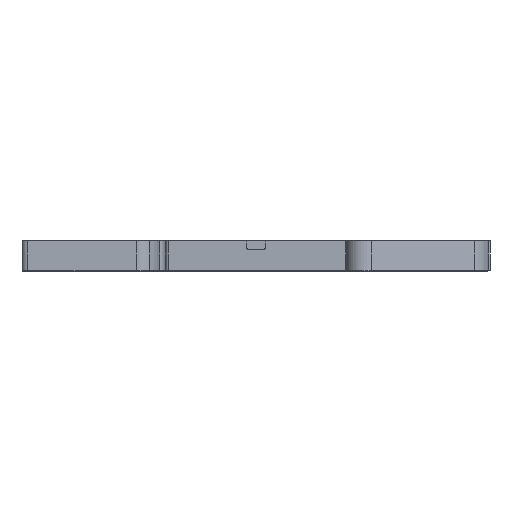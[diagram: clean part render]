
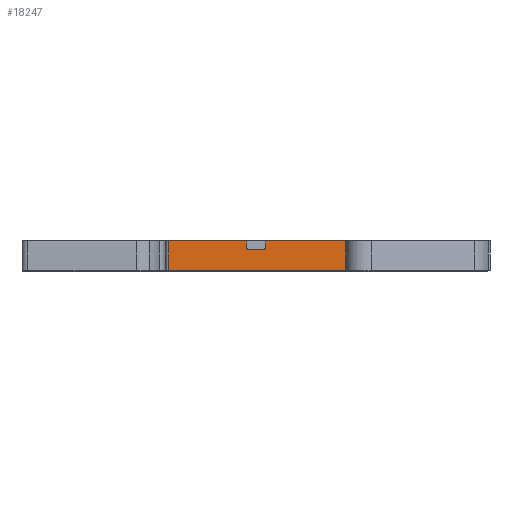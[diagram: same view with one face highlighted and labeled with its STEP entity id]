
A CAD part, front view. The second image highlights one B-rep face of the part: STEP entity #18247.
In plain terms, the highlighted planar face has unit normal (0, -1, 0).
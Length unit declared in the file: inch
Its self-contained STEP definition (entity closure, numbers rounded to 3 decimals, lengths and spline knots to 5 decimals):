
#85 = ORIENTED_EDGE ( 'NONE', *, *, #11762, .F. ) ;
#488 = CARTESIAN_POINT ( 'NONE',  ( -0.06977, 0., 0.16339 ) ) ;
#1156 = CARTESIAN_POINT ( 'NONE',  ( -0.05009, 0., 0.1437 ) ) ;
#1266 = CARTESIAN_POINT ( 'NONE',  ( 0.05621, 0., 0.20276 ) ) ;
#1533 = LINE ( 'NONE', #25002, #8397 ) ;
#2167 = CARTESIAN_POINT ( 'NONE',  ( -0.58243, 0., 0.00591 ) ) ;
#3065 = AXIS2_PLACEMENT_3D ( 'NONE', #7459, #3994, #3717 ) ;
#3143 = EDGE_CURVE ( 'NONE', #19340, #5734, #11461, .T. ) ;
#3473 = ORIENTED_EDGE ( 'NONE', *, *, #16911, .F. ) ;
#3717 = DIRECTION ( 'NONE',  ( -1., 0., 0. ) ) ;
#3994 = DIRECTION ( 'NONE',  ( 0., 1., 0. ) ) ;
#4074 = EDGE_CURVE ( 'NONE', #22391, #9494, #25152, .T. ) ;
#4176 = CARTESIAN_POINT ( 'NONE',  ( -0.06977, 0., 0.20276 ) ) ;
#4812 = VECTOR ( 'NONE', #13003, 39.37008 ) ;
#5147 = VERTEX_POINT ( 'NONE', #16233 ) ;
#5471 = LINE ( 'NONE', #17655, #23870 ) ;
#5497 = VERTEX_POINT ( 'NONE', #20521 ) ;
#5693 = EDGE_CURVE ( 'NONE', #5147, #20751, #8987, .T. ) ;
#5734 = VERTEX_POINT ( 'NONE', #16139 ) ;
#6058 = VECTOR ( 'NONE', #23313, 39.37008 ) ;
#6157 = CARTESIAN_POINT ( 'NONE',  ( -0.05009, 0., 0.1437 ) ) ;
#6438 = DIRECTION ( 'NONE',  ( 1., 0., 0. ) ) ;
#6731 = CARTESIAN_POINT ( 'NONE',  ( 0.03653, 0., 0.1437 ) ) ;
#6841 = EDGE_CURVE ( 'NONE', #20751, #5497, #11136, .T. ) ;
#6948 = ORIENTED_EDGE ( 'NONE', *, *, #4074, .F. ) ;
#7069 = EDGE_CURVE ( 'NONE', #18023, #22391, #8927, .T. ) ;
#7164 = CARTESIAN_POINT ( 'NONE',  ( 0.60441, 0., 0.20276 ) ) ;
#7458 = DIRECTION ( 'NONE',  ( 0., 0., -1. ) ) ;
#7459 = CARTESIAN_POINT ( 'NONE',  ( -0.60441, 0., 0.20276 ) ) ;
#7938 = VERTEX_POINT ( 'NONE', #13563 ) ;
#8243 = ORIENTED_EDGE ( 'NONE', *, *, #6841, .F. ) ;
#8252 = ORIENTED_EDGE ( 'NONE', *, *, #3143, .F. ) ;
#8397 = VECTOR ( 'NONE', #7458, 39.37008 ) ;
#8554 = CARTESIAN_POINT ( 'NONE',  ( 0.04806, 0., 0.1437 ) ) ;
#8798 = CARTESIAN_POINT ( 'NONE',  ( 0.05621, 0., 0.16339 ) ) ;
#8927 = LINE ( 'NONE', #24662, #4812 ) ;
#8987 =( BOUNDED_CURVE ( )  B_SPLINE_CURVE ( 3, ( #488, #15900, #21543, #6157 ),
 .UNSPECIFIED., .F., .T. ) 
 B_SPLINE_CURVE_WITH_KNOTS ( ( 4, 4 ),
 ( 0., 1.5708 ),
 .UNSPECIFIED. ) 
 CURVE ( )  GEOMETRIC_REPRESENTATION_ITEM ( )  RATIONAL_B_SPLINE_CURVE ( ( 1., 0.805, 0.805, 1. ) ) 
 REPRESENTATION_ITEM ( '' )  );
#9482 = CARTESIAN_POINT ( 'NONE',  ( -0.60441, 0., 0.1437 ) ) ;
#9494 = VERTEX_POINT ( 'NONE', #14098 ) ;
#10290 = LINE ( 'NONE', #16172, #19120 ) ;
#10371 =( BOUNDED_CURVE ( )  B_SPLINE_CURVE ( 3, ( #6731, #8554, #18494, #8798 ),
 .UNSPECIFIED., .F., .T. ) 
 B_SPLINE_CURVE_WITH_KNOTS ( ( 4, 4 ),
 ( 1.5708, 3.14159 ),
 .UNSPECIFIED. ) 
 CURVE ( )  GEOMETRIC_REPRESENTATION_ITEM ( )  RATIONAL_B_SPLINE_CURVE ( ( 1., 0.805, 0.805, 1. ) ) 
 REPRESENTATION_ITEM ( '' )  );
#11136 = LINE ( 'NONE', #9482, #6058 ) ;
#11258 = EDGE_LOOP ( 'NONE', ( #8252, #85, #6948, #13788, #15825, #23601, #8243, #21968, #18347, #3473 ) ) ;
#11461 = LINE ( 'NONE', #22856, #17365 ) ;
#11762 = EDGE_CURVE ( 'NONE', #9494, #19340, #12585, .T. ) ;
#12585 = LINE ( 'NONE', #24748, #18142 ) ;
#13003 = DIRECTION ( 'NONE',  ( 1., 0., 0. ) ) ;
#13563 = CARTESIAN_POINT ( 'NONE',  ( 0.05621, 0., 0.16339 ) ) ;
#13729 = PLANE ( 'NONE',  #3065 ) ;
#13788 = ORIENTED_EDGE ( 'NONE', *, *, #7069, .F. ) ;
#14098 = CARTESIAN_POINT ( 'NONE',  ( 0.60441, 0., 0.00591 ) ) ;
#14503 = DIRECTION ( 'NONE',  ( -1., 0., 0. ) ) ;
#15214 = DIRECTION ( 'NONE',  ( 0., 0., 1. ) ) ;
#15529 = CARTESIAN_POINT ( 'NONE',  ( 0.60441, 0., 0.20276 ) ) ;
#15636 = FACE_OUTER_BOUND ( 'NONE', #11258, .T. ) ;
#15825 = ORIENTED_EDGE ( 'NONE', *, *, #22581, .F. ) ;
#15900 = CARTESIAN_POINT ( 'NONE',  ( -0.06977, 0., 0.15185 ) ) ;
#16139 = CARTESIAN_POINT ( 'NONE',  ( -0.58243, 0., 0.20276 ) ) ;
#16172 = CARTESIAN_POINT ( 'NONE',  ( -0.64383, 0., 0.20276 ) ) ;
#16233 = CARTESIAN_POINT ( 'NONE',  ( -0.06977, 0., 0.16339 ) ) ;
#16911 = EDGE_CURVE ( 'NONE', #5734, #19155, #10290, .T. ) ;
#17365 = VECTOR ( 'NONE', #20809, 39.37008 ) ;
#17655 = CARTESIAN_POINT ( 'NONE',  ( 0.05621, 0., 0.20276 ) ) ;
#18023 = VERTEX_POINT ( 'NONE', #1266 ) ;
#18142 = VECTOR ( 'NONE', #14503, 39.37008 ) ;
#18247 = ADVANCED_FACE ( 'NONE', ( #15636 ), #13729, .F. ) ;
#18347 = ORIENTED_EDGE ( 'NONE', *, *, #24941, .F. ) ;
#18494 = CARTESIAN_POINT ( 'NONE',  ( 0.05621, 0., 0.15185 ) ) ;
#19120 = VECTOR ( 'NONE', #6438, 39.37008 ) ;
#19155 = VERTEX_POINT ( 'NONE', #4176 ) ;
#19340 = VERTEX_POINT ( 'NONE', #2167 ) ;
#20393 = EDGE_CURVE ( 'NONE', #5497, #7938, #10371, .T. ) ;
#20521 = CARTESIAN_POINT ( 'NONE',  ( 0.03653, 0., 0.1437 ) ) ;
#20751 = VERTEX_POINT ( 'NONE', #1156 ) ;
#20809 = DIRECTION ( 'NONE',  ( 0., 0., 1. ) ) ;
#21543 = CARTESIAN_POINT ( 'NONE',  ( -0.06162, 0., 0.1437 ) ) ;
#21968 = ORIENTED_EDGE ( 'NONE', *, *, #5693, .F. ) ;
#22391 = VERTEX_POINT ( 'NONE', #7164 ) ;
#22581 = EDGE_CURVE ( 'NONE', #7938, #18023, #5471, .T. ) ;
#22856 = CARTESIAN_POINT ( 'NONE',  ( -0.58243, 0., 0.20276 ) ) ;
#23238 = DIRECTION ( 'NONE',  ( 0., 0., -1. ) ) ;
#23313 = DIRECTION ( 'NONE',  ( 1., 0., 0. ) ) ;
#23601 = ORIENTED_EDGE ( 'NONE', *, *, #20393, .F. ) ;
#23870 = VECTOR ( 'NONE', #15214, 39.37008 ) ;
#24303 = VECTOR ( 'NONE', #23238, 39.37008 ) ;
#24662 = CARTESIAN_POINT ( 'NONE',  ( -0.64383, 0., 0.20276 ) ) ;
#24748 = CARTESIAN_POINT ( 'NONE',  ( 0.41337, 0., 0.00591 ) ) ;
#24941 = EDGE_CURVE ( 'NONE', #19155, #5147, #1533, .T. ) ;
#25002 = CARTESIAN_POINT ( 'NONE',  ( -0.06977, 0., 0.20276 ) ) ;
#25152 = LINE ( 'NONE', #15529, #24303 ) ;
